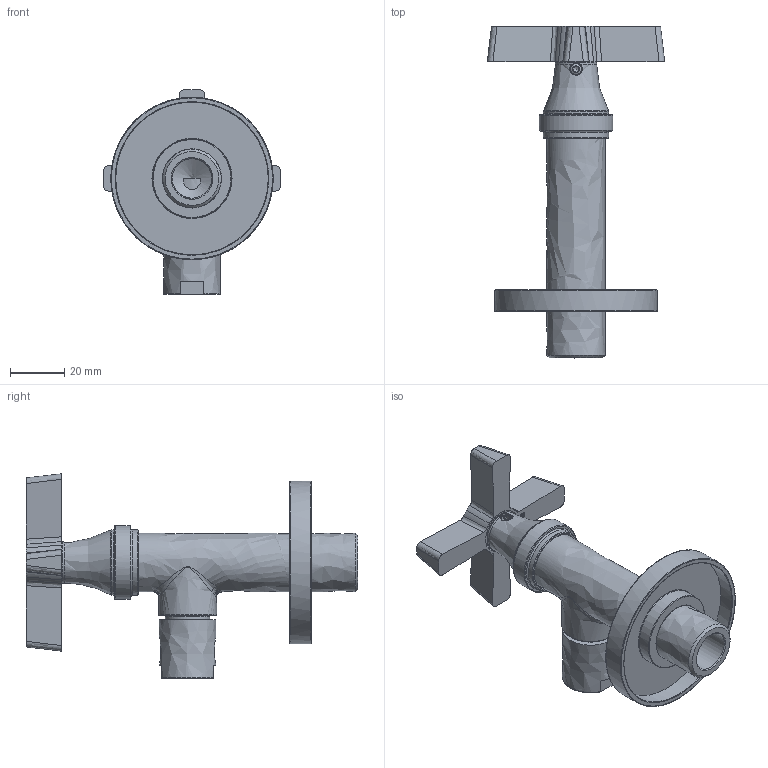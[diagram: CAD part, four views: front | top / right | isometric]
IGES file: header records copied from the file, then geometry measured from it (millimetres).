
Global section: file name: V690-X; native system: Autodesk Inventor 2014; preprocessor: unknown; author: adaniels; date: 20140228.075033; units: millimetre
Bounding box: 65.1 x 121.8 x 75.05 mm (x, y, z)
Volume: 56434.7 mm3; surface area: 34812.5 mm2
Topology: 8 solids, 11 shells, 391 faces, 1095 edges, 747 vertices
Faces by surface type: bspline 391
